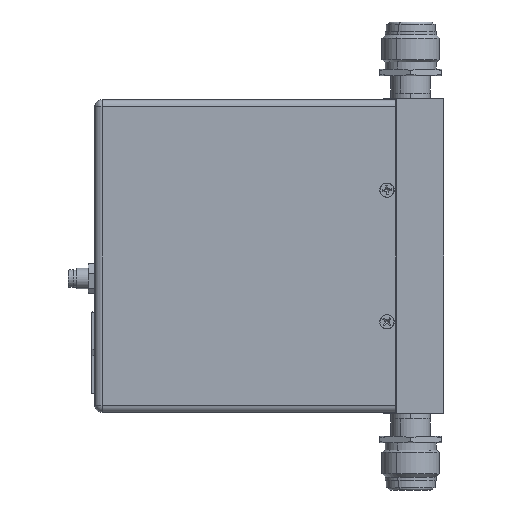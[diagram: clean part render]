
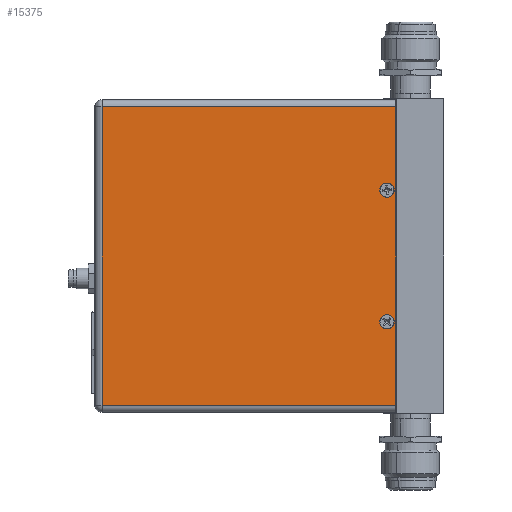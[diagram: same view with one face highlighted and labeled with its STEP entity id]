
A CAD part, left-side view. The second image highlights one B-rep face of the part: STEP entity #15375.
In plain terms, the highlighted planar face has unit normal (-1, 0, 0).
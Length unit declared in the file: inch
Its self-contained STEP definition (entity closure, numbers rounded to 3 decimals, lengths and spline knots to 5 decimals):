
#474 = ORIENTED_EDGE ( 'NONE', *, *, #13161, .T. ) ;
#701 = CARTESIAN_POINT ( 'NONE',  ( -1.12528, 0.25814, 2.49389 ) ) ;
#2055 = DIRECTION ( 'NONE',  ( 1., 0., 0. ) ) ;
#3329 = EDGE_CURVE ( 'NONE', #12480, #4613, #15984, .T. ) ;
#3461 = CARTESIAN_POINT ( 'NONE',  ( -1.12528, 0.39314, 1.22889 ) ) ;
#3657 = CARTESIAN_POINT ( 'NONE',  ( -1.12528, 4.72214, 2.49389 ) ) ;
#3661 = VERTEX_POINT ( 'NONE', #12034 ) ;
#3750 = CIRCLE ( 'NONE', #9231, 0.109 ) ;
#3911 = CARTESIAN_POINT ( 'NONE',  ( -1.12528, 4.83214, 2.60389 ) ) ;
#4455 = FACE_BOUND ( 'NONE', #8344, .T. ) ;
#4491 = AXIS2_PLACEMENT_3D ( 'NONE', #6113, #18565, #7904 ) ;
#4613 = VERTEX_POINT ( 'NONE', #8709 ) ;
#5118 = CARTESIAN_POINT ( 'NONE',  ( -1.12528, 0.39314, -0.66211 ) ) ;
#5273 = ORIENTED_EDGE ( 'NONE', *, *, #17895, .T. ) ;
#5293 = DIRECTION ( 'NONE',  ( 0., 0., -1. ) ) ;
#5618 = DIRECTION ( 'NONE',  ( 0., 1., 0. ) ) ;
#5748 = DIRECTION ( 'NONE',  ( 0., 0., -1. ) ) ;
#5776 = DIRECTION ( 'NONE',  ( 1., 0., 0. ) ) ;
#6048 = VERTEX_POINT ( 'NONE', #8751 ) ;
#6113 = CARTESIAN_POINT ( 'NONE',  ( -1.12528, 0.39314, -0.77111 ) ) ;
#6593 = VECTOR ( 'NONE', #6759, 39.37008 ) ;
#6759 = DIRECTION ( 'NONE',  ( 0., 0., -1. ) ) ;
#7124 = CARTESIAN_POINT ( 'NONE',  ( -1.12528, 0.25814, 2.60389 ) ) ;
#7763 = EDGE_LOOP ( 'NONE', ( #17426, #474 ) ) ;
#7904 = DIRECTION ( 'NONE',  ( 0., 0., -1. ) ) ;
#8344 = EDGE_LOOP ( 'NONE', ( #18850, #5273 ) ) ;
#8603 = CIRCLE ( 'NONE', #17098, 0.109 ) ;
#8709 = CARTESIAN_POINT ( 'NONE',  ( -1.12528, 0.25814, -2.03611 ) ) ;
#8751 = CARTESIAN_POINT ( 'NONE',  ( -1.12528, 0.39314, -0.88011 ) ) ;
#9102 = EDGE_CURVE ( 'NONE', #11465, #20222, #9273, .T. ) ;
#9154 = CARTESIAN_POINT ( 'NONE',  ( -1.12528, 4.72214, -2.03611 ) ) ;
#9229 = FACE_OUTER_BOUND ( 'NONE', #22701, .T. ) ;
#9231 = AXIS2_PLACEMENT_3D ( 'NONE', #12785, #2055, #14570 ) ;
#9273 = LINE ( 'NONE', #16261, #18752 ) ;
#9975 = ORIENTED_EDGE ( 'NONE', *, *, #3329, .T. ) ;
#10659 = CARTESIAN_POINT ( 'NONE',  ( -1.12528, 4.83214, -2.03611 ) ) ;
#11465 = VERTEX_POINT ( 'NONE', #701 ) ;
#11726 = EDGE_CURVE ( 'NONE', #13182, #3661, #8603, .T. ) ;
#12018 = CIRCLE ( 'NONE', #4491, 0.109 ) ;
#12034 = CARTESIAN_POINT ( 'NONE',  ( -1.12528, 0.39314, 1.33789 ) ) ;
#12437 = EDGE_CURVE ( 'NONE', #4613, #11465, #21725, .T. ) ;
#12480 = VERTEX_POINT ( 'NONE', #9154 ) ;
#12785 = CARTESIAN_POINT ( 'NONE',  ( -1.12528, 0.39314, 1.22889 ) ) ;
#13161 = EDGE_CURVE ( 'NONE', #3661, #13182, #3750, .T. ) ;
#13182 = VERTEX_POINT ( 'NONE', #16334 ) ;
#14210 = DIRECTION ( 'NONE',  ( 0., 0., 1. ) ) ;
#14570 = DIRECTION ( 'NONE',  ( 0., 0., -1. ) ) ;
#14678 = EDGE_CURVE ( 'NONE', #6048, #18575, #22117, .T. ) ;
#15375 = ADVANCED_FACE ( 'NONE', ( #9229, #18695, #4455 ), #16311, .F. ) ;
#15935 = DIRECTION ( 'NONE',  ( 1., 0., 0. ) ) ;
#15984 = LINE ( 'NONE', #10659, #20745 ) ;
#16261 = CARTESIAN_POINT ( 'NONE',  ( -1.12528, 4.83214, 2.49389 ) ) ;
#16311 = PLANE ( 'NONE',  #18807 ) ;
#16334 = CARTESIAN_POINT ( 'NONE',  ( -1.12528, 0.39314, 1.11989 ) ) ;
#16376 = DIRECTION ( 'NONE',  ( 1., 0., 0. ) ) ;
#16403 = CARTESIAN_POINT ( 'NONE',  ( -1.12528, 0.39314, -0.77111 ) ) ;
#17098 = AXIS2_PLACEMENT_3D ( 'NONE', #3461, #15935, #5293 ) ;
#17426 = ORIENTED_EDGE ( 'NONE', *, *, #11726, .T. ) ;
#17438 = CARTESIAN_POINT ( 'NONE',  ( -1.12528, 4.72214, 2.60389 ) ) ;
#17736 = AXIS2_PLACEMENT_3D ( 'NONE', #16403, #5776, #18224 ) ;
#17895 = EDGE_CURVE ( 'NONE', #18575, #6048, #12018, .T. ) ;
#18224 = DIRECTION ( 'NONE',  ( 0., 0., -1. ) ) ;
#18354 = DIRECTION ( 'NONE',  ( 0., -1., 0. ) ) ;
#18565 = DIRECTION ( 'NONE',  ( 1., 0., 0. ) ) ;
#18575 = VERTEX_POINT ( 'NONE', #5118 ) ;
#18695 = FACE_BOUND ( 'NONE', #7763, .T. ) ;
#18752 = VECTOR ( 'NONE', #5618, 39.37008 ) ;
#18807 = AXIS2_PLACEMENT_3D ( 'NONE', #3911, #16376, #5748 ) ;
#18850 = ORIENTED_EDGE ( 'NONE', *, *, #14678, .T. ) ;
#19481 = ORIENTED_EDGE ( 'NONE', *, *, #9102, .T. ) ;
#20222 = VERTEX_POINT ( 'NONE', #3657 ) ;
#20248 = LINE ( 'NONE', #17438, #6593 ) ;
#20557 = VECTOR ( 'NONE', #14210, 39.37008 ) ;
#20745 = VECTOR ( 'NONE', #18354, 39.37008 ) ;
#20881 = ORIENTED_EDGE ( 'NONE', *, *, #12437, .T. ) ;
#21725 = LINE ( 'NONE', #7124, #20557 ) ;
#21894 = EDGE_CURVE ( 'NONE', #20222, #12480, #20248, .T. ) ;
#22069 = ORIENTED_EDGE ( 'NONE', *, *, #21894, .T. ) ;
#22117 = CIRCLE ( 'NONE', #17736, 0.109 ) ;
#22701 = EDGE_LOOP ( 'NONE', ( #20881, #19481, #22069, #9975 ) ) ;
